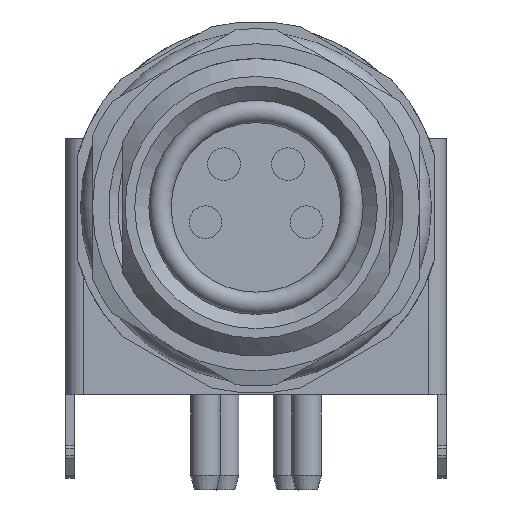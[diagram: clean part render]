
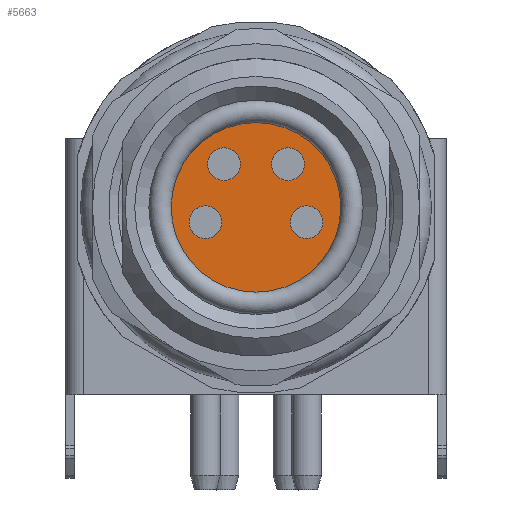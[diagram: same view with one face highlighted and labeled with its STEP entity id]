
A CAD part, left-side view. The second image highlights one B-rep face of the part: STEP entity #5663.
In plain terms, the highlighted planar face has unit normal (-1, 0, 0).
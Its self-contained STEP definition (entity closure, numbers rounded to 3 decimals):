
#246=PLANE('',#6959);
#1127=EDGE_LOOP('',(#3117));
#1128=EDGE_LOOP('',(#3118));
#1129=EDGE_LOOP('',(#3119));
#1130=EDGE_LOOP('',(#3120));
#1131=EDGE_LOOP('',(#3121));
#1400=CIRCLE('',#6953,0.55);
#1401=CIRCLE('',#6955,0.55);
#1402=CIRCLE('',#6956,0.55);
#1403=CIRCLE('',#6957,0.55);
#1404=CIRCLE('',#6958,2.85);
#3117=ORIENTED_EDGE('',*,*,#4155,.F.);
#3118=ORIENTED_EDGE('',*,*,#4156,.F.);
#3119=ORIENTED_EDGE('',*,*,#4154,.F.);
#3120=ORIENTED_EDGE('',*,*,#4157,.F.);
#3121=ORIENTED_EDGE('',*,*,#4158,.F.);
#4154=EDGE_CURVE('',#6391,#6391,#1400,.T.);
#4155=EDGE_CURVE('',#6392,#6392,#1401,.T.);
#4156=EDGE_CURVE('',#6393,#6393,#1402,.T.);
#4157=EDGE_CURVE('',#6394,#6394,#1403,.T.);
#4158=EDGE_CURVE('',#6395,#6395,#1404,.T.);
#5663=ADVANCED_FACE('',(#5775,#5776,#5777,#5778,#5779),#246,.F.);
#5775=FACE_BOUND('',#1127,.T.);
#5776=FACE_BOUND('',#1128,.T.);
#5777=FACE_BOUND('',#1129,.T.);
#5778=FACE_BOUND('',#1130,.T.);
#5779=FACE_BOUND('',#1131,.T.);
#6391=VERTEX_POINT('',#10849);
#6392=VERTEX_POINT('',#10852);
#6393=VERTEX_POINT('',#10854);
#6394=VERTEX_POINT('',#10856);
#6395=VERTEX_POINT('',#10858);
#6953=AXIS2_PLACEMENT_3D('',#10848,#8608,#8609);
#6955=AXIS2_PLACEMENT_3D('',#10851,#8612,#8613);
#6956=AXIS2_PLACEMENT_3D('',#10853,#8614,#8615);
#6957=AXIS2_PLACEMENT_3D('',#10855,#8616,#8617);
#6958=AXIS2_PLACEMENT_3D('',#10857,#8618,#8619);
#6959=AXIS2_PLACEMENT_3D('',#10859,#8620,#8621);
#8608=DIRECTION('',(-1.,0.,0.));
#8609=DIRECTION('',(0.,-1.,0.));
#8612=DIRECTION('',(-1.,0.,0.));
#8613=DIRECTION('',(0.,-1.,0.));
#8614=DIRECTION('',(-1.,0.,0.));
#8615=DIRECTION('',(0.,-1.,0.));
#8616=DIRECTION('',(-1.,0.,0.));
#8617=DIRECTION('',(0.,-1.,0.));
#8618=DIRECTION('',(1.,0.,0.));
#8619=DIRECTION('',(0.,0.,1.));
#8620=DIRECTION('',(1.,0.,0.));
#8621=DIRECTION('',(0.,0.,1.));
#10848=CARTESIAN_POINT('',(0.6,1.075,1.45));
#10849=CARTESIAN_POINT('',(0.6,0.525,1.45));
#10851=CARTESIAN_POINT('',(0.6,-1.7,-0.5));
#10852=CARTESIAN_POINT('',(0.6,-2.25,-0.5));
#10853=CARTESIAN_POINT('',(0.6,1.7,-0.5));
#10854=CARTESIAN_POINT('',(0.6,1.15,-0.5));
#10855=CARTESIAN_POINT('',(0.6,-1.075,1.45));
#10856=CARTESIAN_POINT('',(0.6,-1.625,1.45));
#10857=CARTESIAN_POINT('',(0.6,0.,0.));
#10858=CARTESIAN_POINT('',(0.6,0.,2.85));
#10859=CARTESIAN_POINT('',(0.6,0.,0.));
